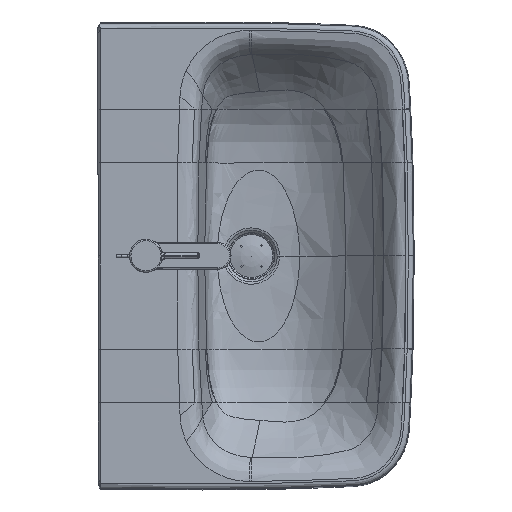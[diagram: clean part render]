
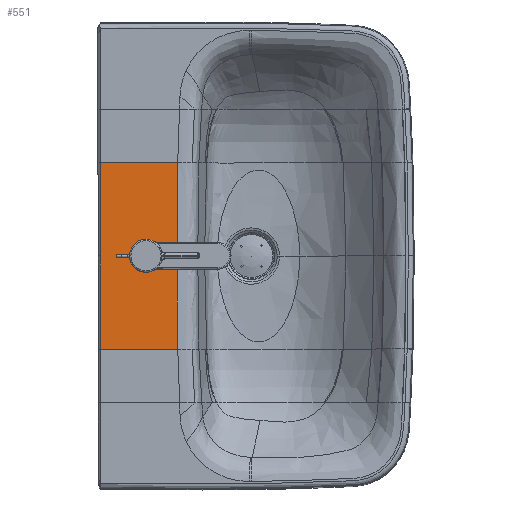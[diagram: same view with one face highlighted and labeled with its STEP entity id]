
A CAD part, top view. The second image highlights one B-rep face of the part: STEP entity #551.
In plain terms, the highlighted planar face has unit normal (0, 0, 1).
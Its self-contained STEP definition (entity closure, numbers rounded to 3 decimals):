
#458=CARTESIAN_POINT('',(-17.99,-58.172,0.0));
#459=VERTEX_POINT('',#458);
#460=CARTESIAN_POINT('',(0.0,-68.0,0.0));
#461=DIRECTION('',(0.0,0.0,1.0));
#462=DIRECTION('',(0.878,-0.479,0.0));
#463=AXIS2_PLACEMENT_3D('',#460,#461,#462);
#464=CIRCLE('',#463,20.5);
#465=EDGE_CURVE('',#459,#459,#464,.T.);
#481=CARTESIAN_POINT('',(147.042,-175.96,0.0));
#482=DIRECTION('',(0.0,0.0,1.0));
#483=DIRECTION('',(1.0,0.0,0.0));
#484=AXIS2_PLACEMENT_3D('',#481,#482,#483);
#485=PLANE('',#484);
#486=CARTESIAN_POINT('',(130.,-111.312,0.));
#487=VERTEX_POINT('',#486);
#488=CARTESIAN_POINT('',(0.,-110.11,0.));
#489=VERTEX_POINT('',#488);
#490=CARTESIAN_POINT('',(130.,-111.312,0.0));
#491=CARTESIAN_POINT('',(121.279,-111.151,0.0));
#492=CARTESIAN_POINT('',(112.507,-111.005,0.));
#493=CARTESIAN_POINT('',(103.69,-110.875,0.));
#494=CARTESIAN_POINT('',(69.195,-110.366,0.));
#495=CARTESIAN_POINT('',(34.534,-110.11,0.));
#496=CARTESIAN_POINT('',(0.,-110.11,0.));
#497=B_SPLINE_CURVE_WITH_KNOTS('',3,(#490,#491,#492,#493,#494,#495,#496),.UNSPECIFIED.,.F.,.U.,(4,3,4),(109.263,133.875,230.162),.UNSPECIFIED.);
#498=EDGE_CURVE('',#487,#489,#497,.T.);
#499=ORIENTED_EDGE('',*,*,#498,.F.);
#500=CARTESIAN_POINT('',(130.0,-3.,0.0));
#501=VERTEX_POINT('',#500);
#502=CARTESIAN_POINT('',(130.,-111.312,0.0));
#503=DIRECTION('',(0.,1.0,0.0));
#504=VECTOR('',#503,108.312);
#505=LINE('',#502,#504);
#506=EDGE_CURVE('',#487,#501,#505,.T.);
#507=ORIENTED_EDGE('',*,*,#506,.T.);
#508=CARTESIAN_POINT('',(0.,-3.,0.0));
#509=VERTEX_POINT('',#508);
#510=CARTESIAN_POINT('',(130.0,-3.,0.));
#511=CARTESIAN_POINT('',(86.667,-3.,0.));
#512=CARTESIAN_POINT('',(43.333,-3.,0.));
#513=CARTESIAN_POINT('',(0.,-3.,0.0));
#514=B_SPLINE_CURVE_WITH_KNOTS('',3,(#510,#511,#512,#513),.UNSPECIFIED.,.F.,.U.,(4,4),(0.0,183.848),.UNSPECIFIED.);
#515=EDGE_CURVE('',#509,#501,#514,.F.);
#516=ORIENTED_EDGE('',*,*,#515,.F.);
#517=CARTESIAN_POINT('',(-130.0,-3.,0.0));
#518=VERTEX_POINT('',#517);
#519=CARTESIAN_POINT('',(-130.0,-3.,0.0));
#520=CARTESIAN_POINT('',(-86.667,-3.,0.0));
#521=CARTESIAN_POINT('',(-43.333,-3.,0.0));
#522=CARTESIAN_POINT('',(0.,-3.,0.0));
#523=B_SPLINE_CURVE_WITH_KNOTS('',3,(#519,#520,#521,#522),.UNSPECIFIED.,.F.,.U.,(4,4),(0.0,183.848),.UNSPECIFIED.);
#524=EDGE_CURVE('',#509,#518,#523,.F.);
#525=ORIENTED_EDGE('',*,*,#524,.T.);
#526=CARTESIAN_POINT('',(-130.,-111.313,0.));
#527=VERTEX_POINT('',#526);
#528=CARTESIAN_POINT('',(-130.,-111.312,0.0));
#529=DIRECTION('',(0.,1.0,0.0));
#530=VECTOR('',#529,108.312);
#531=LINE('',#528,#530);
#532=EDGE_CURVE('',#527,#518,#531,.T.);
#533=ORIENTED_EDGE('',*,*,#532,.F.);
#534=CARTESIAN_POINT('',(-130.,-111.312,0.0));
#535=CARTESIAN_POINT('',(-124.767,-111.215,0.0));
#536=CARTESIAN_POINT('',(-119.529,-111.124,0.0));
#537=CARTESIAN_POINT('',(-114.27,-111.036,0.0));
#538=CARTESIAN_POINT('',(-88.283,-110.628,0.0));
#539=CARTESIAN_POINT('',(-62.295,-110.34,0.0));
#540=CARTESIAN_POINT('',(-41.441,-110.186,0.0));
#541=CARTESIAN_POINT('',(-20.72,-110.11,0.0));
#542=CARTESIAN_POINT('',(0.,-110.11,0.0));
#543=B_SPLINE_CURVE_WITH_KNOTS('',5,(#534,#535,#536,#537,#538,#539,#540,#541,#542),.UNSPECIFIED.,.F.,.U.,(6,3,6),(109.263,133.875,230.162),.UNSPECIFIED.);
#544=EDGE_CURVE('',#527,#489,#543,.T.);
#545=ORIENTED_EDGE('',*,*,#544,.T.);
#546=EDGE_LOOP('',(#499,#507,#516,#525,#533,#545));
#547=FACE_OUTER_BOUND('',#546,.T.);
#548=ORIENTED_EDGE('',*,*,#465,.F.);
#549=EDGE_LOOP('',(#548));
#550=FACE_BOUND('',#549,.T.);
#551=ADVANCED_FACE('',(#547,#550),#485,.T.);
